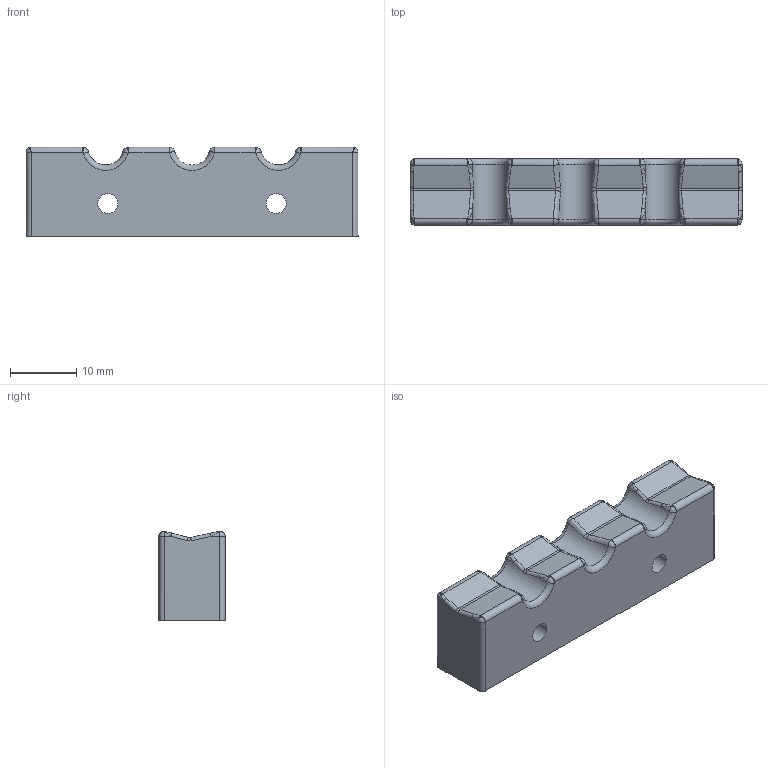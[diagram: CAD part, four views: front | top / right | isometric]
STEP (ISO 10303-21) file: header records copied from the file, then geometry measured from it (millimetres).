
FILE_DESCRIPTION(/* description */ (''),/* implementation_level */ '2;1');
FILE_NAME(/* name */ 'diente_2_fijo.step',/* time_stamp */ '2022-12-02T10:49:44-03:00',/* author */ (''),/* organization */ (''),/* preprocessor_version */ 'ST-DEVELOPER v19.2',/* originating_system */ 'Autodesk Translation Framework v11.17.0.187',/* authorisation */ '');
FILE_SCHEMA (('AUTOMOTIVE_DESIGN { 1 0 10303 214 3 1 1 }'));
Length unit declared in the file: millimetre
Products named in the file (1): diente_2
Bounding box: 50 x 10 x 13.48 mm (x, y, z)
Volume: 5893.1 mm3; surface area: 2797.7 mm2
Topology: 1 solids, 1 shells, 136 faces, 330 edges, 178 vertices
Faces by surface type: bspline 66, cylinder 39, plane 15, torus 8, sphere 8
Full cylindrical faces by diameter (mm): 3 x2, 5.5 x2
Entity records: 6335 total; most frequent: CARTESIAN_POINT 3577, ORIENTED_EDGE 620, DIRECTION 522, EDGE_CURVE 310, AXIS2_PLACEMENT_3D 231, VERTEX_POINT 178, EDGE_LOOP 142, FACE_OUTER_BOUND 136
